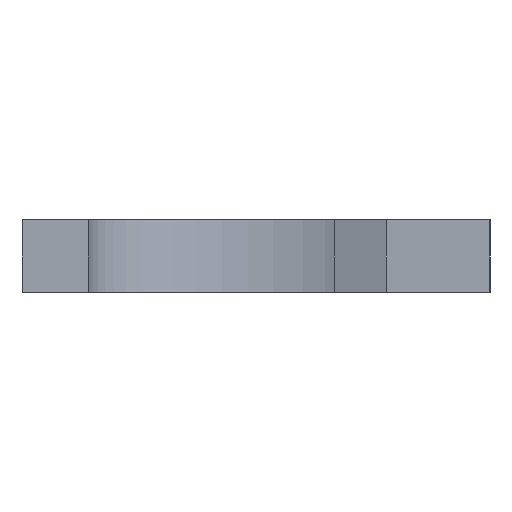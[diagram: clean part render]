
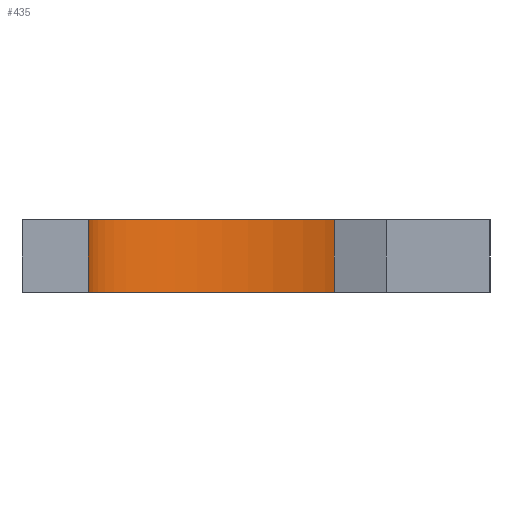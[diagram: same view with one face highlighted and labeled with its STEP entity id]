
A CAD part, left-side view. The second image highlights one B-rep face of the part: STEP entity #435.
In plain terms, the highlighted free-form (B-spline) face has degree [3, 1] with [13, 2] control points.
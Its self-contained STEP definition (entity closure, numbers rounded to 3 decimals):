
#34 = LINE ( 'NONE', #1516, #414 ) ;
#95 = CARTESIAN_POINT ( 'NONE',  ( 104.006, 5.103, -5.5 ) ) ;
#106 = CARTESIAN_POINT ( 'NONE',  ( 102.842, 30.266, -5.5 ) ) ;
#118 = CARTESIAN_POINT ( 'NONE',  ( 110.125, 23.129, 0. ) ) ;
#129 = CARTESIAN_POINT ( 'NONE',  ( 103.239, 5., 0. ) ) ;
#136 = VERTEX_POINT ( 'NONE', #487 ) ;
#207 = DIRECTION ( 'NONE',  ( 0., 0., 1. ) ) ;
#210 = CARTESIAN_POINT ( 'NONE',  ( 102.842, 5., -5.5 ) ) ;
#236 = EDGE_CURVE ( 'NONE', #992, #354, #1231, .T. ) ;
#252 = CARTESIAN_POINT ( 'NONE',  ( 105.678, 5.779, -5.5 ) ) ;
#268 = CARTESIAN_POINT ( 'NONE',  ( 103.239, 30.266, 0. ) ) ;
#274 = CARTESIAN_POINT ( 'NONE',  ( 107.957, 27.488, -5.5 ) ) ;
#284 = CARTESIAN_POINT ( 'NONE',  ( 103.239, 30.266, -5.5 ) ) ;
#318 = B_SPLINE_CURVE_WITH_KNOTS ( 'NONE', 3,
 ( #1118, #1708, #95, #252, #1099, #688, #1275, #364, #1867, #958, #1129, #392, #106 ),
 .UNSPECIFIED., .F., .F.,
 ( 4, 1, 1, 1, 1, 1, 1, 1, 1, 1, 4 ),
 ( 3.142, 3.338, 3.534, 3.927, 4.32, 4.712, 5.105, 5.498, 5.89, 6.087, 6.283 ),
 .UNSPECIFIED. ) ;
#326 = DIRECTION ( 'NONE',  ( 0., 0., 1. ) ) ;
#354 = VERTEX_POINT ( 'NONE', #831 ) ;
#364 = CARTESIAN_POINT ( 'NONE',  ( 110.125, 23.129, -5.5 ) ) ;
#392 = CARTESIAN_POINT ( 'NONE',  ( 103.239, 30.266, -5.5 ) ) ;
#408 = CARTESIAN_POINT ( 'NONE',  ( 103.239, 5., 0. ) ) ;
#414 = VECTOR ( 'NONE', #326, 1000. ) ;
#435 = ADVANCED_FACE ( 'NONE', ( #1465 ), #1236, .F. ) ;
#436 = CARTESIAN_POINT ( 'NONE',  ( 110.125, 12.138, 0. ) ) ;
#453 = B_SPLINE_CURVE_WITH_KNOTS ( 'NONE', 3,
 ( #1564, #408, #1736, #962, #536, #1123, #1292, #1716, #1553, #1593, #1882, #268, #857 ),
 .UNSPECIFIED., .F., .F.,
 ( 4, 1, 1, 1, 1, 1, 1, 1, 1, 1, 4 ),
 ( 3.142, 3.338, 3.534, 3.927, 4.32, 4.712, 5.105, 5.498, 5.89, 6.087, 6.283 ),
 .UNSPECIFIED. ) ;
#487 = CARTESIAN_POINT ( 'NONE',  ( 102.842, 30.266, 0. ) ) ;
#536 = CARTESIAN_POINT ( 'NONE',  ( 107.957, 7.778, 0. ) ) ;
#563 = CARTESIAN_POINT ( 'NONE',  ( 105.678, 29.488, 0. ) ) ;
#584 = CARTESIAN_POINT ( 'NONE',  ( 104.006, 5.103, -5.5 ) ) ;
#688 = CARTESIAN_POINT ( 'NONE',  ( 110.125, 12.138, -5.5 ) ) ;
#717 = CARTESIAN_POINT ( 'NONE',  ( 110.125, 23.129, -5.5 ) ) ;
#729 = CARTESIAN_POINT ( 'NONE',  ( 107.957, 27.488, 0. ) ) ;
#808 = ORIENTED_EDGE ( 'NONE', *, *, #236, .T. ) ;
#831 = CARTESIAN_POINT ( 'NONE',  ( 102.842, 5., 0. ) ) ;
#857 = CARTESIAN_POINT ( 'NONE',  ( 102.842, 30.266, 0. ) ) ;
#866 = CARTESIAN_POINT ( 'NONE',  ( 102.842, 5., -5.5 ) ) ;
#893 = CARTESIAN_POINT ( 'NONE',  ( 102.842, 30.266, -5.5 ) ) ;
#958 = CARTESIAN_POINT ( 'NONE',  ( 105.678, 29.488, -5.5 ) ) ;
#962 = CARTESIAN_POINT ( 'NONE',  ( 105.678, 5.779, 0. ) ) ;
#964 = EDGE_CURVE ( 'NONE', #1827, #136, #34, .T. ) ;
#992 = VERTEX_POINT ( 'NONE', #210 ) ;
#1009 = CARTESIAN_POINT ( 'NONE',  ( 103.239, 5., -5.5 ) ) ;
#1016 = CARTESIAN_POINT ( 'NONE',  ( 107.957, 7.778, -5.5 ) ) ;
#1022 = ORIENTED_EDGE ( 'NONE', *, *, #1104, .T. ) ;
#1099 = CARTESIAN_POINT ( 'NONE',  ( 107.957, 7.778, -5.5 ) ) ;
#1104 = EDGE_CURVE ( 'NONE', #354, #136, #453, .T. ) ;
#1118 = CARTESIAN_POINT ( 'NONE',  ( 102.842, 5., -5.5 ) ) ;
#1123 = CARTESIAN_POINT ( 'NONE',  ( 110.125, 12.138, 0. ) ) ;
#1129 = CARTESIAN_POINT ( 'NONE',  ( 104.006, 30.164, -5.5 ) ) ;
#1181 = CARTESIAN_POINT ( 'NONE',  ( 105.678, 29.488, -5.5 ) ) ;
#1204 = CARTESIAN_POINT ( 'NONE',  ( 102.842, 5., -5.5 ) ) ;
#1231 = LINE ( 'NONE', #1204, #1578 ) ;
#1236 = B_SPLINE_SURFACE_WITH_KNOTS ( 'NONE', 3, 1, ( 
 ( #866, #1775 ),
 ( #1009, #129 ),
 ( #584, #1456 ),
 ( #1609, #1733 ),
 ( #1016, #1897 ),
 ( #1447, #436 ),
 ( #1588, #1888 ),
 ( #717, #118 ),
 ( #274, #729 ),
 ( #1181, #563 ),
 ( #1764, #1307 ),
 ( #284, #1742 ),
 ( #893, #1915 ) ),
 .UNSPECIFIED., .F., .F., .F.,
 ( 4, 1, 1, 1, 1, 1, 1, 1, 1, 1, 4 ),
 ( 2, 2 ),
 ( 3.142, 3.338, 3.534, 3.927, 4.32, 4.712, 5.105, 5.498, 5.89, 6.087, 6.283 ),
 ( 0., 1. ),
 .UNSPECIFIED. ) ;
#1262 = ORIENTED_EDGE ( 'NONE', *, *, #1908, .F. ) ;
#1275 = CARTESIAN_POINT ( 'NONE',  ( 110.93, 17.633, -5.5 ) ) ;
#1292 = CARTESIAN_POINT ( 'NONE',  ( 110.93, 17.633, 0. ) ) ;
#1307 = CARTESIAN_POINT ( 'NONE',  ( 104.006, 30.164, 0. ) ) ;
#1447 = CARTESIAN_POINT ( 'NONE',  ( 110.125, 12.138, -5.5 ) ) ;
#1456 = CARTESIAN_POINT ( 'NONE',  ( 104.006, 5.103, 0. ) ) ;
#1465 = FACE_OUTER_BOUND ( 'NONE', #1515, .T. ) ;
#1515 = EDGE_LOOP ( 'NONE', ( #1022, #1860, #1262, #808 ) ) ;
#1516 = CARTESIAN_POINT ( 'NONE',  ( 102.842, 30.266, -5.5 ) ) ;
#1553 = CARTESIAN_POINT ( 'NONE',  ( 107.957, 27.488, 0. ) ) ;
#1564 = CARTESIAN_POINT ( 'NONE',  ( 102.842, 5., 0. ) ) ;
#1578 = VECTOR ( 'NONE', #207, 1000. ) ;
#1588 = CARTESIAN_POINT ( 'NONE',  ( 110.93, 17.633, -5.5 ) ) ;
#1593 = CARTESIAN_POINT ( 'NONE',  ( 105.678, 29.488, 0. ) ) ;
#1609 = CARTESIAN_POINT ( 'NONE',  ( 105.678, 5.779, -5.5 ) ) ;
#1691 = CARTESIAN_POINT ( 'NONE',  ( 102.842, 30.266, -5.5 ) ) ;
#1708 = CARTESIAN_POINT ( 'NONE',  ( 103.239, 5., -5.5 ) ) ;
#1716 = CARTESIAN_POINT ( 'NONE',  ( 110.125, 23.129, 0. ) ) ;
#1733 = CARTESIAN_POINT ( 'NONE',  ( 105.678, 5.779, 0. ) ) ;
#1736 = CARTESIAN_POINT ( 'NONE',  ( 104.006, 5.103, 0. ) ) ;
#1742 = CARTESIAN_POINT ( 'NONE',  ( 103.239, 30.266, 0. ) ) ;
#1764 = CARTESIAN_POINT ( 'NONE',  ( 104.006, 30.164, -5.5 ) ) ;
#1775 = CARTESIAN_POINT ( 'NONE',  ( 102.842, 5., 0. ) ) ;
#1827 = VERTEX_POINT ( 'NONE', #1691 ) ;
#1860 = ORIENTED_EDGE ( 'NONE', *, *, #964, .F. ) ;
#1867 = CARTESIAN_POINT ( 'NONE',  ( 107.957, 27.488, -5.5 ) ) ;
#1882 = CARTESIAN_POINT ( 'NONE',  ( 104.006, 30.164, 0. ) ) ;
#1888 = CARTESIAN_POINT ( 'NONE',  ( 110.93, 17.633, 0. ) ) ;
#1897 = CARTESIAN_POINT ( 'NONE',  ( 107.957, 7.778, 0. ) ) ;
#1908 = EDGE_CURVE ( 'NONE', #992, #1827, #318, .T. ) ;
#1915 = CARTESIAN_POINT ( 'NONE',  ( 102.842, 30.266, 0. ) ) ;
